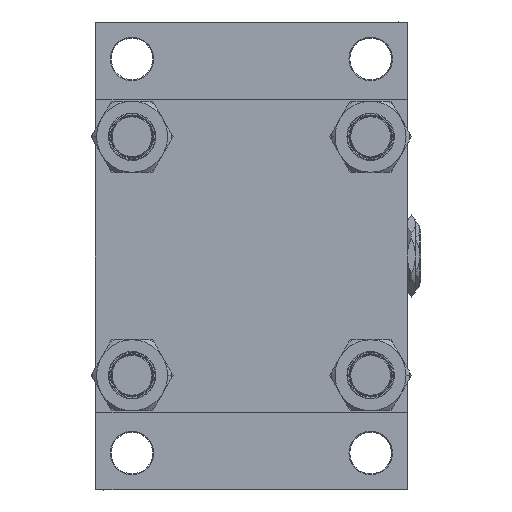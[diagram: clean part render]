
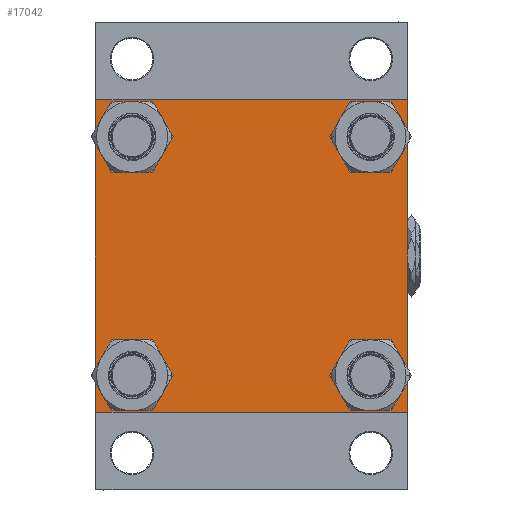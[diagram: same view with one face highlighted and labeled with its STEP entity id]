
A CAD part, left-side view. The second image highlights one B-rep face of the part: STEP entity #17042.
In plain terms, the highlighted planar face has unit normal (-1, 0, 0).
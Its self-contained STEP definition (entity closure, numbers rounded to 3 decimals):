
#26 = LINE ( 'NONE', #3536, #1916 ) ;
#529 = CARTESIAN_POINT ( 'NONE',  ( 0., 62.95, 74.45 ) ) ;
#684 = CARTESIAN_POINT ( 'NONE',  ( 0., 82., 82.5 ) ) ;
#810 = CARTESIAN_POINT ( 'NONE',  ( 0., -62.95, 62.95 ) ) ;
#879 = DIRECTION ( 'NONE',  ( 1., 0., 0. ) ) ;
#1151 = VERTEX_POINT ( 'NONE', #17509 ) ;
#1916 = VECTOR ( 'NONE', #18319, 1000. ) ;
#1949 = CARTESIAN_POINT ( 'NONE',  ( 0., 82.5, 82.5 ) ) ;
#2164 = EDGE_CURVE ( 'NONE', #22421, #9554, #22229, .T. ) ;
#2262 = CARTESIAN_POINT ( 'NONE',  ( 0., -62.95, -74.45 ) ) ;
#2357 = CIRCLE ( 'NONE', #47912, 11.5 ) ;
#2826 = ORIENTED_EDGE ( 'NONE', *, *, #14554, .T. ) ;
#3116 = LINE ( 'NONE', #18379, #16071 ) ;
#3211 = DIRECTION ( 'NONE',  ( 0., 0., -1. ) ) ;
#3237 = CARTESIAN_POINT ( 'NONE',  ( 0., -62.95, -62.95 ) ) ;
#3536 = CARTESIAN_POINT ( 'NONE',  ( 0., 82.25, -82.25 ) ) ;
#3548 = ORIENTED_EDGE ( 'NONE', *, *, #36084, .T. ) ;
#3769 = DIRECTION ( 'NONE',  ( 0., 0.707, 0.707 ) ) ;
#3960 = AXIS2_PLACEMENT_3D ( 'NONE', #810, #5075, #8087 ) ;
#4015 = EDGE_CURVE ( 'NONE', #19686, #6152, #46055, .T. ) ;
#4219 = DIRECTION ( 'NONE',  ( 0., 0., 1. ) ) ;
#4368 = AXIS2_PLACEMENT_3D ( 'NONE', #22042, #13281, #28540 ) ;
#4861 = AXIS2_PLACEMENT_3D ( 'NONE', #38428, #8389, #43178 ) ;
#5075 = DIRECTION ( 'NONE',  ( 1., 0., 0. ) ) ;
#5199 = AXIS2_PLACEMENT_3D ( 'NONE', #30447, #879, #16166 ) ;
#5346 = ORIENTED_EDGE ( 'NONE', *, *, #48785, .T. ) ;
#6152 = VERTEX_POINT ( 'NONE', #44851 ) ;
#6364 = EDGE_CURVE ( 'NONE', #37586, #30782, #22804, .T. ) ;
#6521 = EDGE_LOOP ( 'NONE', ( #2826, #12606 ) ) ;
#6541 = EDGE_CURVE ( 'NONE', #30764, #22421, #19164, .T. ) ;
#7271 = ORIENTED_EDGE ( 'NONE', *, *, #4015, .T. ) ;
#7328 = EDGE_CURVE ( 'NONE', #25893, #20564, #23699, .T. ) ;
#7664 = VECTOR ( 'NONE', #3211, 1000. ) ;
#7669 = ORIENTED_EDGE ( 'NONE', *, *, #2164, .T. ) ;
#7806 = ORIENTED_EDGE ( 'NONE', *, *, #6364, .T. ) ;
#7962 = CARTESIAN_POINT ( 'NONE',  ( 0., -82., 82.5 ) ) ;
#7986 = FACE_BOUND ( 'NONE', #49102, .T. ) ;
#8087 = DIRECTION ( 'NONE',  ( 0., 0., 1. ) ) ;
#8343 = ORIENTED_EDGE ( 'NONE', *, *, #31499, .T. ) ;
#8389 = DIRECTION ( 'NONE',  ( 1., 0., 0. ) ) ;
#9436 = DIRECTION ( 'NONE',  ( 0., 0., 1. ) ) ;
#9554 = VERTEX_POINT ( 'NONE', #48228 ) ;
#10812 = CIRCLE ( 'NONE', #28389, 11.5 ) ;
#10882 = VECTOR ( 'NONE', #3769, 1000. ) ;
#11123 = AXIS2_PLACEMENT_3D ( 'NONE', #49525, #38516, #4219 ) ;
#11257 = EDGE_CURVE ( 'NONE', #41294, #41357, #29195, .T. ) ;
#11735 = EDGE_LOOP ( 'NONE', ( #7669, #12458, #11815, #3548, #21957, #7806, #27954, #32738 ) ) ;
#11815 = ORIENTED_EDGE ( 'NONE', *, *, #11257, .T. ) ;
#12458 = ORIENTED_EDGE ( 'NONE', *, *, #45827, .T. ) ;
#12606 = ORIENTED_EDGE ( 'NONE', *, *, #48026, .T. ) ;
#13281 = DIRECTION ( 'NONE',  ( 1., 0., 0. ) ) ;
#13578 = VECTOR ( 'NONE', #32495, 1000. ) ;
#13726 = CARTESIAN_POINT ( 'NONE',  ( 0., -62.95, 74.45 ) ) ;
#14451 = CARTESIAN_POINT ( 'NONE',  ( 0., 82.25, 82.25 ) ) ;
#14554 = EDGE_CURVE ( 'NONE', #40327, #37228, #20768, .T. ) ;
#14765 = FACE_BOUND ( 'NONE', #38214, .T. ) ;
#15120 = CIRCLE ( 'NONE', #27078, 11.5 ) ;
#15185 = VERTEX_POINT ( 'NONE', #30448 ) ;
#15398 = CARTESIAN_POINT ( 'NONE',  ( 0., -62.95, 51.45 ) ) ;
#15702 = AXIS2_PLACEMENT_3D ( 'NONE', #26078, #41585, #17832 ) ;
#16071 = VECTOR ( 'NONE', #33651, 1000. ) ;
#16166 = DIRECTION ( 'NONE',  ( 0., 0., 1. ) ) ;
#17042 = ADVANCED_FACE ( 'NONE', ( #18998, #7986, #34269, #14765, #23253 ), #45293, .T. ) ;
#17494 = CARTESIAN_POINT ( 'NONE',  ( 0., 82.5, 82.5 ) ) ;
#17509 = CARTESIAN_POINT ( 'NONE',  ( 0., -82.5, -82. ) ) ;
#17832 = DIRECTION ( 'NONE',  ( 0., 0., 1. ) ) ;
#18319 = DIRECTION ( 'NONE',  ( 0., -0.707, -0.707 ) ) ;
#18379 = CARTESIAN_POINT ( 'NONE',  ( 0., -82.25, -82.25 ) ) ;
#18401 = VERTEX_POINT ( 'NONE', #2262 ) ;
#18998 = FACE_BOUND ( 'NONE', #6521, .T. ) ;
#19164 = LINE ( 'NONE', #14451, #42024 ) ;
#19686 = VERTEX_POINT ( 'NONE', #529 ) ;
#19801 = ORIENTED_EDGE ( 'NONE', *, *, #30542, .T. ) ;
#20564 = VERTEX_POINT ( 'NONE', #35289 ) ;
#20768 = CIRCLE ( 'NONE', #3960, 11.5 ) ;
#21957 = ORIENTED_EDGE ( 'NONE', *, *, #46472, .F. ) ;
#22042 = CARTESIAN_POINT ( 'NONE',  ( 0., -62.95, 62.95 ) ) ;
#22219 = EDGE_LOOP ( 'NONE', ( #5346, #41003 ) ) ;
#22229 = LINE ( 'NONE', #17494, #7664 ) ;
#22421 = VERTEX_POINT ( 'NONE', #43275 ) ;
#22804 = LINE ( 'NONE', #38067, #10882 ) ;
#23253 = FACE_OUTER_BOUND ( 'NONE', #11735, .T. ) ;
#23519 = CIRCLE ( 'NONE', #4368, 11.5 ) ;
#23699 = CIRCLE ( 'NONE', #15702, 11.5 ) ;
#25036 = DIRECTION ( 'NONE',  ( 0., 0., 1. ) ) ;
#25893 = VERTEX_POINT ( 'NONE', #31554 ) ;
#26078 = CARTESIAN_POINT ( 'NONE',  ( 0., 62.95, -62.95 ) ) ;
#27078 = AXIS2_PLACEMENT_3D ( 'NONE', #3237, #36708, #9436 ) ;
#27954 = ORIENTED_EDGE ( 'NONE', *, *, #32870, .F. ) ;
#28389 = AXIS2_PLACEMENT_3D ( 'NONE', #32625, #28864, #44141 ) ;
#28540 = DIRECTION ( 'NONE',  ( 0., 0., 1. ) ) ;
#28625 = VECTOR ( 'NONE', #40464, 1000. ) ;
#28864 = DIRECTION ( 'NONE',  ( 1., 0., 0. ) ) ;
#29195 = LINE ( 'NONE', #32461, #28625 ) ;
#29479 = CARTESIAN_POINT ( 'NONE',  ( 0., -82.5, 82.5 ) ) ;
#30447 = CARTESIAN_POINT ( 'NONE',  ( 0., 62.95, 62.95 ) ) ;
#30448 = CARTESIAN_POINT ( 'NONE',  ( 0., -62.95, -51.45 ) ) ;
#30542 = EDGE_CURVE ( 'NONE', #18401, #15185, #15120, .T. ) ;
#30764 = VERTEX_POINT ( 'NONE', #684 ) ;
#30782 = VERTEX_POINT ( 'NONE', #7962 ) ;
#31499 = EDGE_CURVE ( 'NONE', #6152, #19686, #2357, .T. ) ;
#31554 = CARTESIAN_POINT ( 'NONE',  ( 0., 62.95, -74.45 ) ) ;
#32461 = CARTESIAN_POINT ( 'NONE',  ( 0., 82.5, -82.5 ) ) ;
#32495 = DIRECTION ( 'NONE',  ( 0., -1., 0. ) ) ;
#32625 = CARTESIAN_POINT ( 'NONE',  ( 0., 62.95, -62.95 ) ) ;
#32738 = ORIENTED_EDGE ( 'NONE', *, *, #6541, .T. ) ;
#32870 = EDGE_CURVE ( 'NONE', #30764, #30782, #36248, .T. ) ;
#33046 = DIRECTION ( 'NONE',  ( 1., 0., 0. ) ) ;
#33651 = DIRECTION ( 'NONE',  ( 0., -0.707, 0.707 ) ) ;
#34269 = FACE_BOUND ( 'NONE', #22219, .T. ) ;
#35036 = EDGE_CURVE ( 'NONE', #15185, #18401, #37617, .T. ) ;
#35289 = CARTESIAN_POINT ( 'NONE',  ( 0., 62.95, -51.45 ) ) ;
#36084 = EDGE_CURVE ( 'NONE', #41357, #1151, #3116, .T. ) ;
#36248 = LINE ( 'NONE', #1949, #13578 ) ;
#36708 = DIRECTION ( 'NONE',  ( 1., 0., 0. ) ) ;
#36748 = LINE ( 'NONE', #29479, #37119 ) ;
#37119 = VECTOR ( 'NONE', #44500, 1000. ) ;
#37228 = VERTEX_POINT ( 'NONE', #15398 ) ;
#37586 = VERTEX_POINT ( 'NONE', #40519 ) ;
#37617 = CIRCLE ( 'NONE', #4861, 11.5 ) ;
#38067 = CARTESIAN_POINT ( 'NONE',  ( 0., -82.25, 82.25 ) ) ;
#38091 = CARTESIAN_POINT ( 'NONE',  ( 0., 82., -82.5 ) ) ;
#38214 = EDGE_LOOP ( 'NONE', ( #7271, #8343 ) ) ;
#38428 = CARTESIAN_POINT ( 'NONE',  ( 0., -62.95, -62.95 ) ) ;
#38516 = DIRECTION ( 'NONE',  ( -1., 0., 0. ) ) ;
#39381 = ORIENTED_EDGE ( 'NONE', *, *, #35036, .T. ) ;
#40327 = VERTEX_POINT ( 'NONE', #13726 ) ;
#40464 = DIRECTION ( 'NONE',  ( 0., -1., 0. ) ) ;
#40519 = CARTESIAN_POINT ( 'NONE',  ( 0., -82.5, 82. ) ) ;
#41003 = ORIENTED_EDGE ( 'NONE', *, *, #7328, .T. ) ;
#41294 = VERTEX_POINT ( 'NONE', #38091 ) ;
#41357 = VERTEX_POINT ( 'NONE', #43827 ) ;
#41585 = DIRECTION ( 'NONE',  ( 1., 0., 0. ) ) ;
#42024 = VECTOR ( 'NONE', #45217, 1000. ) ;
#43178 = DIRECTION ( 'NONE',  ( 0., 0., 1. ) ) ;
#43275 = CARTESIAN_POINT ( 'NONE',  ( 0., 82.5, 82. ) ) ;
#43827 = CARTESIAN_POINT ( 'NONE',  ( 0., -82., -82.5 ) ) ;
#44141 = DIRECTION ( 'NONE',  ( 0., 0., 1. ) ) ;
#44500 = DIRECTION ( 'NONE',  ( 0., 0., -1. ) ) ;
#44851 = CARTESIAN_POINT ( 'NONE',  ( 0., 62.95, 51.45 ) ) ;
#45217 = DIRECTION ( 'NONE',  ( 0., 0.707, -0.707 ) ) ;
#45293 = PLANE ( 'NONE',  #11123 ) ;
#45827 = EDGE_CURVE ( 'NONE', #9554, #41294, #26, .T. ) ;
#46055 = CIRCLE ( 'NONE', #5199, 11.5 ) ;
#46472 = EDGE_CURVE ( 'NONE', #37586, #1151, #36748, .T. ) ;
#47302 = CARTESIAN_POINT ( 'NONE',  ( 0., 62.95, 62.95 ) ) ;
#47912 = AXIS2_PLACEMENT_3D ( 'NONE', #47302, #33046, #25036 ) ;
#48026 = EDGE_CURVE ( 'NONE', #37228, #40327, #23519, .T. ) ;
#48228 = CARTESIAN_POINT ( 'NONE',  ( 0., 82.5, -82. ) ) ;
#48785 = EDGE_CURVE ( 'NONE', #20564, #25893, #10812, .T. ) ;
#49102 = EDGE_LOOP ( 'NONE', ( #39381, #19801 ) ) ;
#49525 = CARTESIAN_POINT ( 'NONE',  ( 0., 0., 0. ) ) ;
